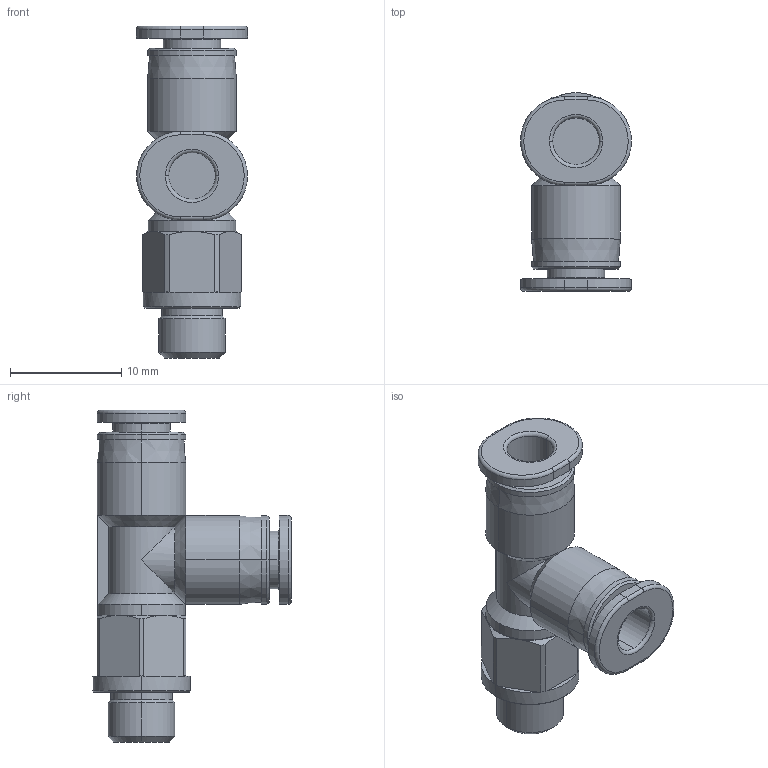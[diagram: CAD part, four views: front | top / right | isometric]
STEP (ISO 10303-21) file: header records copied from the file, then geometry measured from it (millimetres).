
FILE_DESCRIPTION((''),'2;1');
FILE_NAME('PST04M6C-mdt.stp','2017-07-24T16:57:25',(''),(''),'Mechanical Desktop 2009','Mechanical Desktop 2009',', , ');
FILE_SCHEMA(('CONFIG_CONTROL_DESIGN'));
Length unit declared in the file: millimetre
Products named in the file (7): PST04M6C-MDTA; PST04M6C-MDT; COLLAR-L04C; NLM6C; NLM5C; 04M3C; NLM3C-S
Assembly tree (8 placements, depth 3):
  PST04M6C-MDTA
    PST04M6C-MDT
    COLLAR-L04C  x2
    NLM6C
    NLM5C
    04M3C
      COLLAR-L04C
      NLM3C-S
Bounding box: 10 x 17.9 x 29.9 mm (x, y, z)
Volume: 1463.7 mm3; surface area: 1627.3 mm2
Topology: 1 solids, 1 shells, 120 faces, 269 edges, 161 vertices
Faces by surface type: cylinder 43, plane 32, cone 31, torus 8, bspline 6
Entity records: 3755 total; most frequent: CARTESIAN_POINT 879, DIRECTION 640, ORIENTED_EDGE 538, AXIS2_PLACEMENT_3D 276, EDGE_CURVE 269, VERTEX_POINT 161, CIRCLE 149, EDGE_LOOP 131
